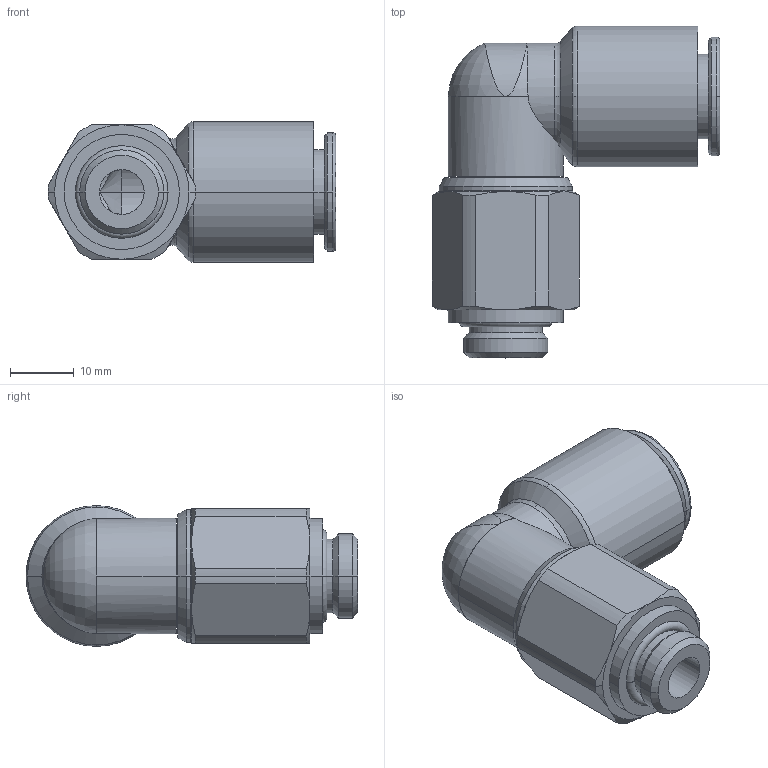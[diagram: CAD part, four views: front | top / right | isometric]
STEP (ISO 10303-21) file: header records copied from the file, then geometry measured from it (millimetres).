
FILE_DESCRIPTION(('STEP AP214'),'1');
FILE_NAME('3189_12_13.stp','2016-07-07T14:54:56',('TraceParts'),('TraceParts S.A.'),'Spatial InterOp 3D',' ',' ');
FILE_SCHEMA(('automotive_design'));
Length unit declared in the file: millimetre
Products named in the file (1): 1
Bounding box: 44.95 x 51.87 x 22 mm (x, y, z)
Volume: 17216.5 mm3; surface area: 7852.3 mm2
Topology: 1 solids, 1 shells, 92 faces, 220 edges, 136 vertices
Faces by surface type: cylinder 33, cone 30, plane 15, torus 14
Entity records: 3210 total; most frequent: CARTESIAN_POINT 1063, DIRECTION 483, ORIENTED_EDGE 440, EDGE_CURVE 220, AXIS2_PLACEMENT_3D 214, VERTEX_POINT 136, CIRCLE 121, EDGE_LOOP 100
